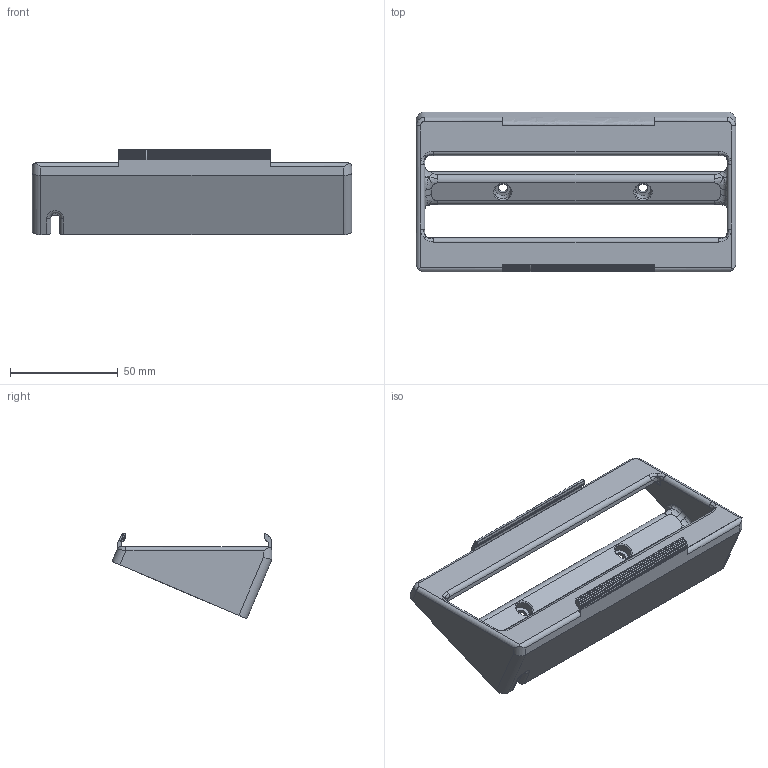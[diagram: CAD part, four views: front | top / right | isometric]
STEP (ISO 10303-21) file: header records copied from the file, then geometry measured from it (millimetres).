
FILE_DESCRIPTION(/* description */ (''),/* implementation_level */ '2;1');
FILE_NAME(/* name */ 'stand.step',/* time_stamp */ '2021-05-24T09:07:56+02:00',/* author */ (''),/* organization */ (''),/* preprocessor_version */ 'ST-DEVELOPER v18.1',/* originating_system */ 'Autodesk Translation Framework v10.6.0.1341',/* authorisation */ '');
FILE_SCHEMA (('AUTOMOTIVE_DESIGN { 1 0 10303 214 3 1 1 }'));
Length unit declared in the file: millimetre
Products named in the file (1): Fusion-Komponente
Bounding box: 148 x 74.07 x 39.56 mm (x, y, z)
Volume: 63060.9 mm3; surface area: 34610.8 mm2
Topology: 1 solids, 1 shells, 311 faces, 808 edges, 497 vertices
Faces by surface type: plane 189, bspline 75, cylinder 43, torus 2, cone 2
Full cylindrical faces by diameter (mm): 4.5 x2, 7.5 x2
Entity records: 12637 total; most frequent: CARTESIAN_POINT 5265, ORIENTED_EDGE 1620, DIRECTION 1387, EDGE_CURVE 810, LINE 511, VECTOR 511, VERTEX_POINT 499, AXIS2_PLACEMENT_3D 438
